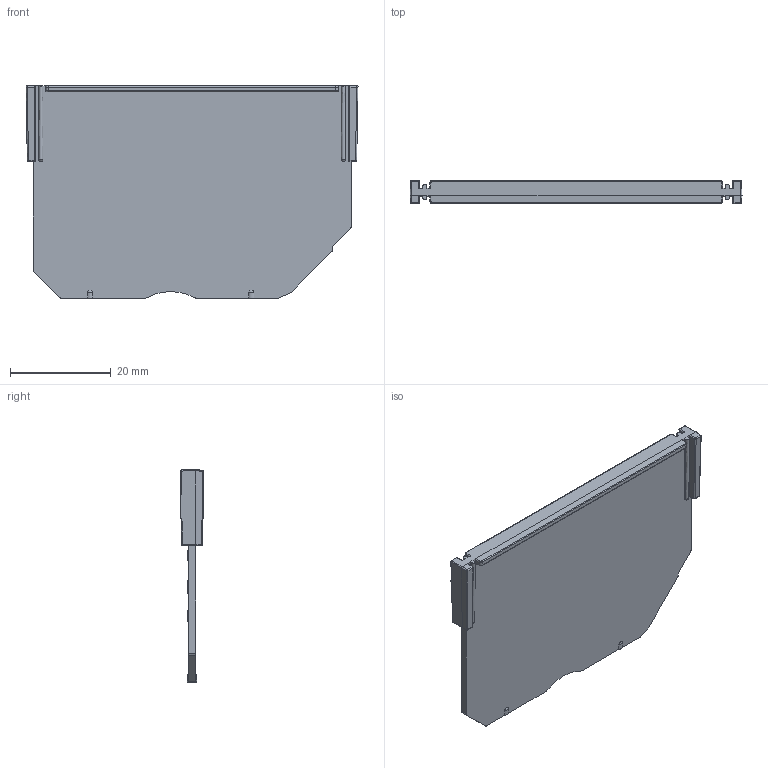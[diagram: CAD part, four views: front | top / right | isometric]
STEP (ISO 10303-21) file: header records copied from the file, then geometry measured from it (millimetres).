
FILE_DESCRIPTION((''),'2;1');
FILE_NAME('WAA3045WG_ASM','2025-01-06T11:46:42',('knorrj'),(''),'CREO PARAMETRIC BY PTC INC, 2023154','CREO PARAMETRIC BY PTC INC, 2023154','');
FILE_SCHEMA(('CONFIG_CONTROL_DESIGN','SHAPE_APPEARANCE_LAYERS_GROUPS'));
Products named in the file (2): 9025423005; WAA3045WG_ASM
Assembly tree (1 placements, depth 2):
  WAA3045WG_ASM
    9025423005
Bounding box: 65.84 x 4.69 x 42.1 mm (x, y, z)
Volume: 4257.3 mm3; surface area: 6083.2 mm2
Topology: 1 solids, 1 shells, 1779 faces, 5102 edges, 3358 vertices
Faces by surface type: plane 1630, cylinder 110, sphere 24, bspline 8, extrusion 4, cone 3
Entity records: 57722 total; most frequent: CARTESIAN_POINT 10988, ORIENTED_EDGE 10164, DIRECTION 8750, EDGE_CURVE 5082, VECTOR 4838, LINE 4834, VERTEX_POINT 3358, AXIS2_PLACEMENT_3D 1956
